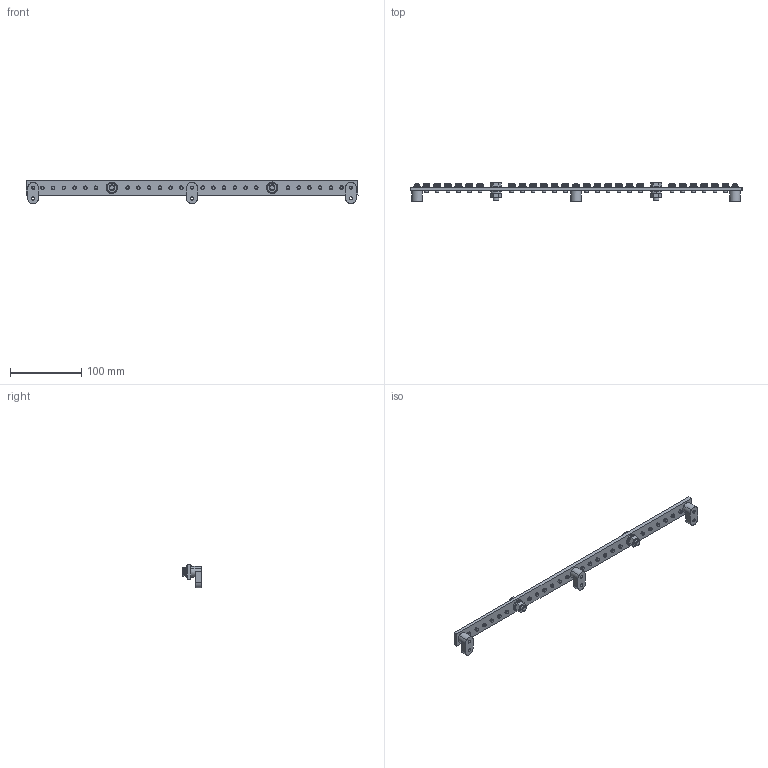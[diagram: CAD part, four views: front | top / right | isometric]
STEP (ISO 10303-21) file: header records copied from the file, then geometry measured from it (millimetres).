
FILE_DESCRIPTION (( 'STEP AP214' ), '1' );
FILE_NAME ('999.051 Øèíà çàçåìëåíèÿ.STEP', '2024-03-05T09:26:32', ( '' ), ( '' ), 'SwSTEP 2.0', 'SolidWorks 2021', '' );
FILE_SCHEMA (( 'AUTOMOTIVE_DESIGN' ));
Length unit declared in the file: millimetre
Products named in the file (14): DIN 128 - A4.stp; DIN 128 - A8.stp; 999.051 Øèíà çàçåìëåíèÿ.stp; DIN 125 - A 5,3.stp; ISO 7045 - M4 x 16 - 4.8 - ZISO.stp; DIN 125 - A 4,3.stp; 嵙縺.stp; ISO 7045 - M5 x 10 - 4.8 - ZISO.stp; DIN 128 - A5.stp; Èçîëÿòîð øèíû çàçåìëåíèÿ.stp; DIN 125 - A 8,4.stp; ANSI B18.2.3.1M - M8 x 20 - 13.stp; ANSI B 18.2.4.1 M - M8 x 1,25Style 1.stp; 999.051 Øèíà çàçåìëåíèÿ
Assembly tree (95 placements, depth 3):
  999.051 Øèíà çàçåìëåíèÿ
    999.051 Øèíà çàçåìëåíèÿ.stp
      嵙縺.stp
      Èçîëÿòîð øèíû çàçåìëåíèÿ.stp  x3
      DIN 125 - A 5,3.stp  x25
      DIN 125 - A 4,3.stp  x2
      DIN 128 - A5.stp  x24
      DIN 128 - A4.stp  x2
      DIN 125 - A 8,4.stp  x4
      ISO 7045 - M5 x 10 - 4.8 - ZISO.stp  x25
      ISO 7045 - M4 x 16 - 4.8 - ZISO.stp  x2
      ANSI B18.2.3.1M - M8 x 20 - 13.stp  x2
      DIN 128 - A8.stp  x2
      ANSI B 18.2.4.1 M - M8 x 1,25Style 1.stp  x2
Bounding box: 465.01 x 26.5 x 33.22 mm (x, y, z)
Volume: 78356.9 mm3; surface area: 55299.7 mm2
Topology: 94 solids, 94 shells, 2219 faces, 5649 edges, 3595 vertices
Faces by surface type: plane 717, cone 621, cylinder 494, torus 333, sphere 54
Entity records: 11045 total; most frequent: CARTESIAN_POINT 2662, DIRECTION 1768, ORIENTED_EDGE 1508, AXIS2_PLACEMENT_3D 782, EDGE_CURVE 754, VERTEX_POINT 485, CIRCLE 386, EDGE_LOOP 371
